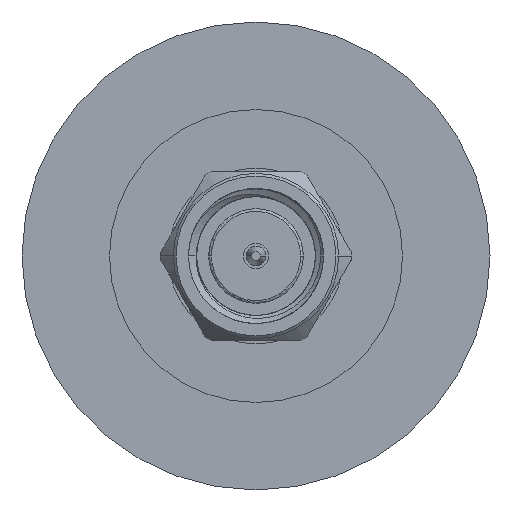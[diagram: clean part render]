
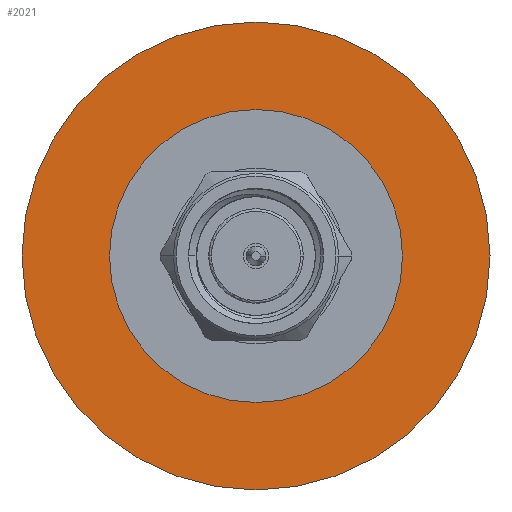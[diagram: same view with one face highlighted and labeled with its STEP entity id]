
A CAD part, left-side view. The second image highlights one B-rep face of the part: STEP entity #2021.
In plain terms, the highlighted face is planar.
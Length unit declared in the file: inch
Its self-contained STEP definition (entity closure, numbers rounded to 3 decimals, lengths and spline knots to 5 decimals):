
#139 = ORIENTED_EDGE ( 'NONE', *, *, #8465, .T. ) ;
#371 = CIRCLE ( 'NONE', #4400, 0.27116 ) ;
#513 = DIRECTION ( 'NONE',  ( -1., 0., 0. ) ) ;
#526 = VERTEX_POINT ( 'NONE', #10783 ) ;
#704 = PLANE ( 'NONE',  #2285 ) ;
#728 = EDGE_CURVE ( 'NONE', #4931, #526, #9273, .T. ) ;
#832 = CARTESIAN_POINT ( 'NONE',  ( -0.12369, 0., 0. ) ) ;
#1437 = VERTEX_POINT ( 'NONE', #12777 ) ;
#1784 = ORIENTED_EDGE ( 'NONE', *, *, #6288, .F. ) ;
#2021 = ADVANCED_FACE ( 'NONE', ( #2485, #9514 ), #704, .F. ) ;
#2213 = CIRCLE ( 'NONE', #7037, 0.43307 ) ;
#2285 = AXIS2_PLACEMENT_3D ( 'NONE', #9577, #513, #8537 ) ;
#2485 = FACE_OUTER_BOUND ( 'NONE', #6022, .T. ) ;
#3665 = CIRCLE ( 'NONE', #7429, 0.43307 ) ;
#4400 = AXIS2_PLACEMENT_3D ( 'NONE', #832, #4685, #8666 ) ;
#4685 = DIRECTION ( 'NONE',  ( -1., 0., 0. ) ) ;
#4931 = VERTEX_POINT ( 'NONE', #11385 ) ;
#5263 = DIRECTION ( 'NONE',  ( -1., 0., 0. ) ) ;
#6022 = EDGE_LOOP ( 'NONE', ( #9295, #1784 ) ) ;
#6138 = CARTESIAN_POINT ( 'NONE',  ( -0.12369, 0., 0. ) ) ;
#6288 = EDGE_CURVE ( 'NONE', #1437, #7193, #3665, .T. ) ;
#6764 = AXIS2_PLACEMENT_3D ( 'NONE', #6138, #8097, #8174 ) ;
#7037 = AXIS2_PLACEMENT_3D ( 'NONE', #10232, #5263, #9228 ) ;
#7148 = EDGE_CURVE ( 'NONE', #7193, #1437, #2213, .T. ) ;
#7193 = VERTEX_POINT ( 'NONE', #8584 ) ;
#7429 = AXIS2_PLACEMENT_3D ( 'NONE', #7508, #11532, #11588 ) ;
#7508 = CARTESIAN_POINT ( 'NONE',  ( -0.12369, 0., 0. ) ) ;
#8097 = DIRECTION ( 'NONE',  ( -1., 0., 0. ) ) ;
#8174 = DIRECTION ( 'NONE',  ( 0., 0., 1. ) ) ;
#8465 = EDGE_CURVE ( 'NONE', #526, #4931, #371, .T. ) ;
#8537 = DIRECTION ( 'NONE',  ( 0., 0., 1. ) ) ;
#8584 = CARTESIAN_POINT ( 'NONE',  ( -0.12369, 0., 0.43307 ) ) ;
#8666 = DIRECTION ( 'NONE',  ( 0., 0., 1. ) ) ;
#9199 = EDGE_LOOP ( 'NONE', ( #139, #10137 ) ) ;
#9228 = DIRECTION ( 'NONE',  ( 0., 0., 1. ) ) ;
#9273 = CIRCLE ( 'NONE', #6764, 0.27116 ) ;
#9295 = ORIENTED_EDGE ( 'NONE', *, *, #7148, .F. ) ;
#9514 = FACE_BOUND ( 'NONE', #9199, .T. ) ;
#9577 = CARTESIAN_POINT ( 'NONE',  ( -0.12369, 0.43307, 0. ) ) ;
#10137 = ORIENTED_EDGE ( 'NONE', *, *, #728, .T. ) ;
#10232 = CARTESIAN_POINT ( 'NONE',  ( -0.12369, 0., 0. ) ) ;
#10783 = CARTESIAN_POINT ( 'NONE',  ( -0.12369, 0., 0.27116 ) ) ;
#11385 = CARTESIAN_POINT ( 'NONE',  ( -0.12369, 0., -0.27116 ) ) ;
#11532 = DIRECTION ( 'NONE',  ( -1., 0., 0. ) ) ;
#11588 = DIRECTION ( 'NONE',  ( 0., 0., 1. ) ) ;
#12777 = CARTESIAN_POINT ( 'NONE',  ( -0.12369, 0., -0.43307 ) ) ;
